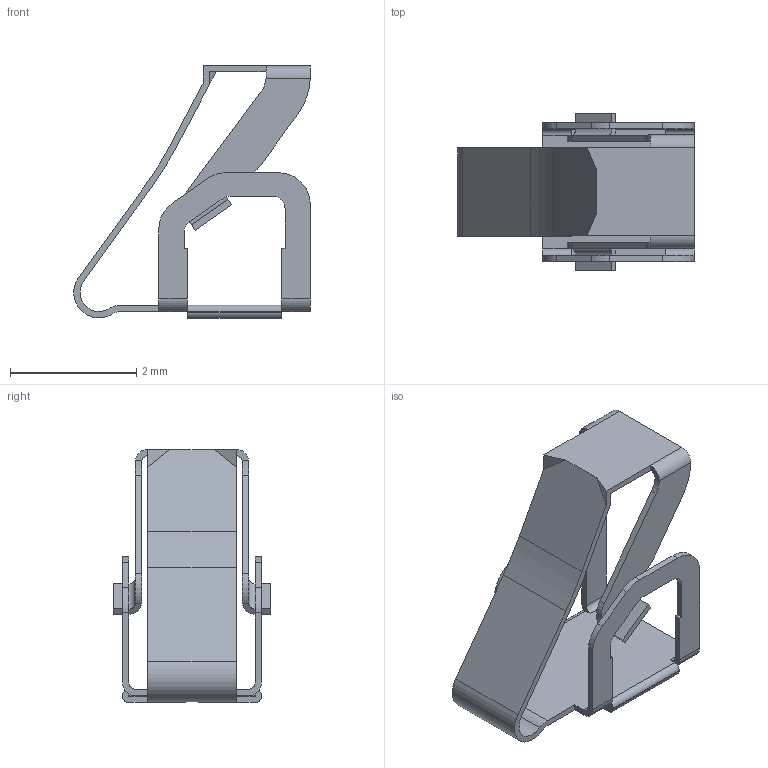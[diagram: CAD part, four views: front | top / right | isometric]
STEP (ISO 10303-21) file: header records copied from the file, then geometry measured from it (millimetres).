
FILE_DESCRIPTION(/* description */ ('Unknown'),/* implementation_level */ '2;1');
FILE_NAME(/* name */ 'H_Wurth_WE-SECF_331256381840',/* time_stamp */ '2025-10-23T11:28:21+08:00',/* author */ ('Unknown'),/* organization */ ('Unknown'),/* preprocessor_version */ 'ST-DEVELOPER v19.4',/* originating_system */ 'Solid Edge',/* authorisation */ 'Unknown');
FILE_SCHEMA (('AUTOMOTIVE_DESIGN {1 0 10303 214 3 1 1}'));
Length unit declared in the file: millimetre
Products named in the file (2): H_Wurth_WE-SECF_331256381840
Assembly tree (1 placements, depth 2):
  H_Wurth_WE-SECF_331256381840
    H_Wurth_WE-SECF_331256381840
Bounding box: 3.75 x 2.5 x 4.01 mm (x, y, z)
Volume: 2.7 mm3; surface area: 59.8 mm2
Topology: 1 solids, 1 shells, 128 faces, 374 edges, 244 vertices
Faces by surface type: plane 82, cylinder 46
Entity records: 4359 total; most frequent: CARTESIAN_POINT 844, ORIENTED_EDGE 748, DIRECTION 718, EDGE_CURVE 374, LINE 274, VECTOR 274, VERTEX_POINT 244, AXIS2_PLACEMENT_3D 222
